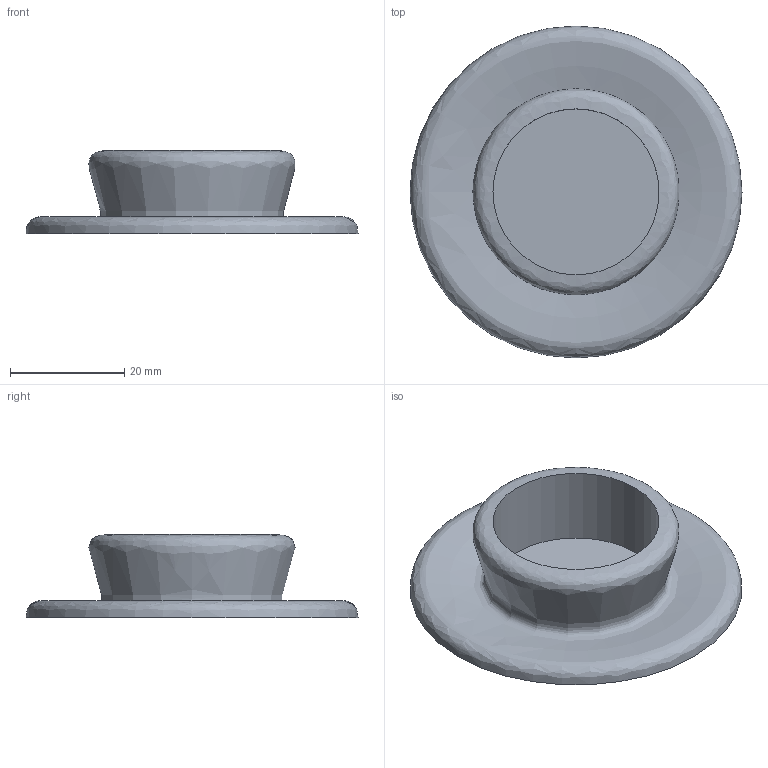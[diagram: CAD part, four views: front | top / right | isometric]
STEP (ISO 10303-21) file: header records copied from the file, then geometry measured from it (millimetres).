
FILE_DESCRIPTION(('FreeCAD Model'),'2;1');
FILE_NAME('bottle base.step', '2021-02-12T16:05:25',('Author'),(''), 'Open CASCADE STEP processor 7.3','FreeCAD','Unknown');
FILE_SCHEMA(('AUTOMOTIVE_DESIGN { 1 0 10303 214 1 1 1 1 }'));
Length unit declared in the file: millimetre
Products named in the file (1): Revolution
Bounding box: 58 x 58 x 14.5 mm (x, y, z)
Volume: 8116.9 mm3; surface area: 8349.5 mm2
Topology: 1 solids, 1 shells, 4 faces, 5 edges, 3 vertices
Faces by surface type: plane 2, revolution 1, cylinder 1
Full cylindrical faces by diameter (mm): 29 x1
Entity records: 175 total; most frequent: CARTESIAN_POINT 32, DIRECTION 26, ORIENTED_EDGE 10, PCURVE 10, DEFINITIONAL_REPRESENTATION 10, LINE 9, VECTOR 9, AXIS2_PLACEMENT_3D 7
